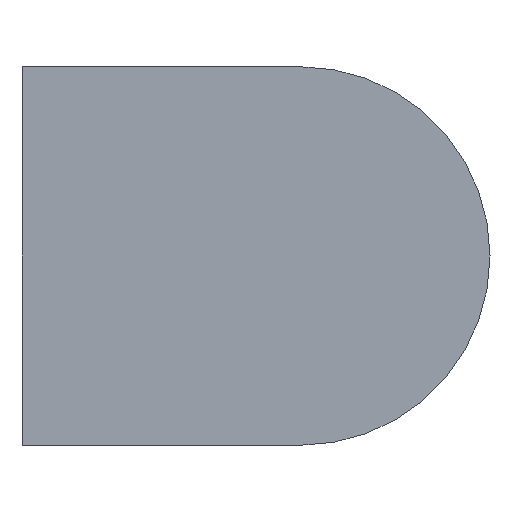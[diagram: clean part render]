
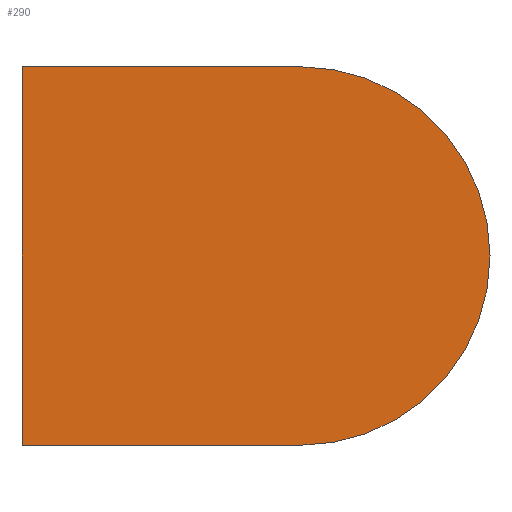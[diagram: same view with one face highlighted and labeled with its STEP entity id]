
A CAD part, left-side view. The second image highlights one B-rep face of the part: STEP entity #290.
In plain terms, the highlighted planar face has unit normal (-1, 0, 0).
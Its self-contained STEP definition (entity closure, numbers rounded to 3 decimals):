
#7 = CARTESIAN_POINT ( 'NONE',  ( 0., 53.206, 68.734 ) ) ;
#9 = DIRECTION ( 'NONE',  ( 0., 0., -1. ) ) ;
#25 = EDGE_CURVE ( 'NONE', #116, #390, #216, .T. ) ;
#29 = ORIENTED_EDGE ( 'NONE', *, *, #33, .F. ) ;
#33 = EDGE_CURVE ( 'NONE', #147, #324, #401, .T. ) ;
#47 = VECTOR ( 'NONE', #192, 1000. ) ;
#49 = CARTESIAN_POINT ( 'NONE',  ( 0., 53.206, 30.734 ) ) ;
#53 = CARTESIAN_POINT ( 'NONE',  ( 0., 53.206, 68.734 ) ) ;
#56 = VECTOR ( 'NONE', #266, 1000. ) ;
#76 = DIRECTION ( 'NONE',  ( 0., 0., 1. ) ) ;
#79 = PLANE ( 'NONE',  #145 ) ;
#86 = LINE ( 'NONE', #49, #47 ) ;
#108 = CARTESIAN_POINT ( 'NONE',  ( 0., 25.206, 49.734 ) ) ;
#116 = VERTEX_POINT ( 'NONE', #396 ) ;
#117 = CARTESIAN_POINT ( 'NONE',  ( 0., 25.206, 68.734 ) ) ;
#145 = AXIS2_PLACEMENT_3D ( 'NONE', #368, #329, #240 ) ;
#147 = VERTEX_POINT ( 'NONE', #117 ) ;
#188 = AXIS2_PLACEMENT_3D ( 'NONE', #108, #309, #9 ) ;
#192 = DIRECTION ( 'NONE',  ( 0., 1., 0. ) ) ;
#193 = LINE ( 'NONE', #202, #56 ) ;
#202 = CARTESIAN_POINT ( 'NONE',  ( 0., 53.206, 68.734 ) ) ;
#216 = LINE ( 'NONE', #7, #394 ) ;
#232 = EDGE_CURVE ( 'NONE', #324, #116, #86, .T. ) ;
#240 = DIRECTION ( 'NONE',  ( 0., 0., -1. ) ) ;
#266 = DIRECTION ( 'NONE',  ( 0., -1., 0. ) ) ;
#280 = ORIENTED_EDGE ( 'NONE', *, *, #333, .F. ) ;
#290 = ADVANCED_FACE ( 'NONE', ( #398 ), #79, .F. ) ;
#300 = CARTESIAN_POINT ( 'NONE',  ( 0., 25.206, 30.734 ) ) ;
#309 = DIRECTION ( 'NONE',  ( 1., 0., 0. ) ) ;
#316 = ORIENTED_EDGE ( 'NONE', *, *, #25, .F. ) ;
#324 = VERTEX_POINT ( 'NONE', #300 ) ;
#329 = DIRECTION ( 'NONE',  ( 1., 0., 0. ) ) ;
#333 = EDGE_CURVE ( 'NONE', #390, #147, #193, .T. ) ;
#358 = EDGE_LOOP ( 'NONE', ( #280, #316, #446, #29 ) ) ;
#368 = CARTESIAN_POINT ( 'NONE',  ( 0., 25.206, 49.734 ) ) ;
#390 = VERTEX_POINT ( 'NONE', #53 ) ;
#394 = VECTOR ( 'NONE', #76, 1000. ) ;
#396 = CARTESIAN_POINT ( 'NONE',  ( 0., 53.206, 30.734 ) ) ;
#398 = FACE_OUTER_BOUND ( 'NONE', #358, .T. ) ;
#401 = CIRCLE ( 'NONE', #188, 19. ) ;
#446 = ORIENTED_EDGE ( 'NONE', *, *, #232, .F. ) ;
